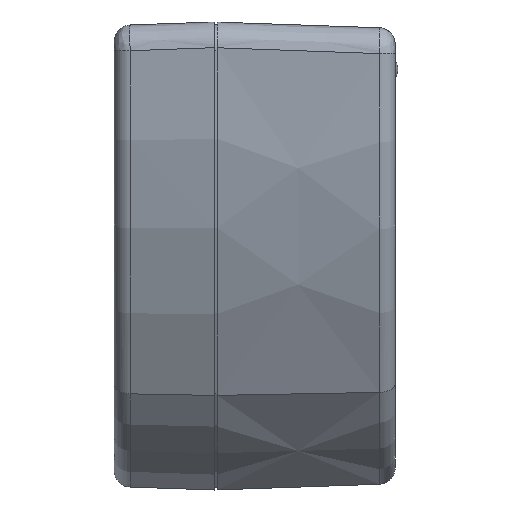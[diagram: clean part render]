
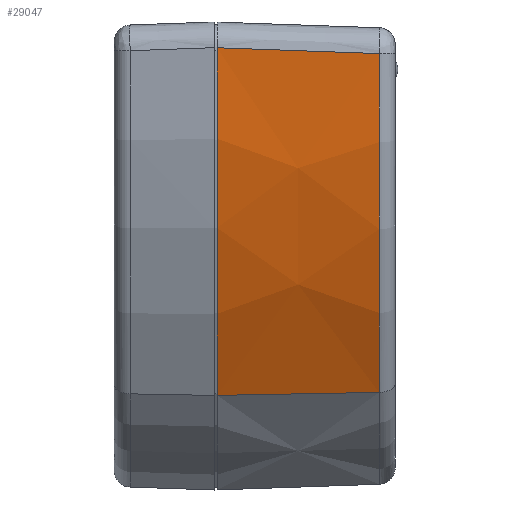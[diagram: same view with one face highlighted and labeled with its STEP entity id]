
A CAD part, left-side view. The second image highlights one B-rep face of the part: STEP entity #29047.
In plain terms, the highlighted conical face has half-angle 2 degrees and reference radius 66.932 mm.
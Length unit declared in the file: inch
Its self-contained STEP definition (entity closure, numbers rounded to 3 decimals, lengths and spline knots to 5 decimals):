
#3375 = EDGE_CURVE ( 'NONE', #29076, #12144, #6325, .T. ) ;
#6320 = CARTESIAN_POINT ( 'NONE',  ( -1.02677, -0.47324, -0.10975 ) ) ;
#6321 = CARTESIAN_POINT ( 'NONE',  ( -1.02529, -0.51386, -0.11122 ) ) ;
#6322 = CARTESIAN_POINT ( 'NONE',  ( -1.02382, -0.55447, -0.1127 ) ) ;
#6323 = CARTESIAN_POINT ( 'NONE',  ( -1.02234, -0.59509, -0.11417 ) ) ;
#6325 = B_SPLINE_CURVE_WITH_KNOTS ( 'NONE', 3,
 ( #6323, #6322, #6321, #6320, #6374, #6373, #6372 ),
 .UNSPECIFIED., .F., .F.,
 ( 4, 3, 4 ),
 ( 0.00147, 0.00457, 0.01635 ),
 .UNSPECIFIED. ) ;
#6372 = CARTESIAN_POINT ( 'NONE',  ( -1.04351, -0.01, -0.09298 ) ) ;
#6373 = CARTESIAN_POINT ( 'NONE',  ( -1.03795, -0.16441, -0.09857 ) ) ;
#6374 = CARTESIAN_POINT ( 'NONE',  ( -1.03237, -0.31882, -0.10416 ) ) ;
#10964 = CIRCLE ( 'NONE', #11002, 2.63476 ) ;
#10977 = DIRECTION ( 'NONE',  ( 0., 0., 1. ) ) ;
#10978 = DIRECTION ( 'NONE',  ( 0., -1., 0. ) ) ;
#10992 = CARTESIAN_POINT ( 'NONE',  ( 1.59008, -0.01, -0.01417 ) ) ;
#11002 = AXIS2_PLACEMENT_3D ( 'NONE', #10992, #10978, #10977 ) ;
#11834 = EDGE_CURVE ( 'NONE', #12144, #12057, #10964, .T. ) ;
#12057 = VERTEX_POINT ( 'NONE', #20279 ) ;
#12144 = VERTEX_POINT ( 'NONE', #20382 ) ;
#20279 = CARTESIAN_POINT ( 'NONE',  ( -0.68196, -0.01, -1.34827 ) ) ;
#20382 = CARTESIAN_POINT ( 'NONE',  ( -1.04351, -0.01, -0.09298 ) ) ;
#28567 = ORIENTED_EDGE ( 'NONE', *, *, #3375, .T. ) ;
#29010 = ORIENTED_EDGE ( 'NONE', *, *, #29055, .T. ) ;
#29047 = ADVANCED_FACE ( 'NONE', ( #32671 ), #32670, .T. ) ;
#29055 = EDGE_CURVE ( 'NONE', #29067, #29076, #32668, .T. ) ;
#29067 = VERTEX_POINT ( 'NONE', #32765 ) ;
#29071 = ORIENTED_EDGE ( 'NONE', *, *, #29078, .F. ) ;
#29074 = EDGE_LOOP ( 'NONE', ( #29071, #29010, #28567, #29256 ) ) ;
#29076 = VERTEX_POINT ( 'NONE', #32749 ) ;
#29078 = EDGE_CURVE ( 'NONE', #29067, #12057, #32800, .T. ) ;
#29256 = ORIENTED_EDGE ( 'NONE', *, *, #11834, .T. ) ;
#32619 = AXIS2_PLACEMENT_3D ( 'NONE', #32626, #32672, #32662 ) ;
#32626 = CARTESIAN_POINT ( 'NONE',  ( 1.59008, 0., -0.01417 ) ) ;
#32662 = DIRECTION ( 'NONE',  ( 0., 0., -1. ) ) ;
#32664 = AXIS2_PLACEMENT_3D ( 'NONE', #32727, #32721, #32720 ) ;
#32668 = CIRCLE ( 'NONE', #32664, 2.61433 ) ;
#32670 = CONICAL_SURFACE ( 'NONE', #32619, 2.63511, 0.035 ) ;
#32671 = FACE_OUTER_BOUND ( 'NONE', #29074, .T. ) ;
#32672 = DIRECTION ( 'NONE',  ( 0., 1., 0. ) ) ;
#32720 = DIRECTION ( 'NONE',  ( 0., 0., 1. ) ) ;
#32721 = DIRECTION ( 'NONE',  ( 0., 1., 0. ) ) ;
#32727 = CARTESIAN_POINT ( 'NONE',  ( 1.59008, -0.59509, -0.01417 ) ) ;
#32749 = CARTESIAN_POINT ( 'NONE',  ( -1.02234, -0.59509, -0.11417 ) ) ;
#32765 = CARTESIAN_POINT ( 'NONE',  ( -0.66462, -0.59509, -1.33745 ) ) ;
#32793 = CARTESIAN_POINT ( 'NONE',  ( -0.68196, -0.01, -1.34827 ) ) ;
#32794 = CARTESIAN_POINT ( 'NONE',  ( -0.67618, -0.20503, -1.34467 ) ) ;
#32795 = CARTESIAN_POINT ( 'NONE',  ( -0.6704, -0.40006, -1.34106 ) ) ;
#32796 = CARTESIAN_POINT ( 'NONE',  ( -0.66462, -0.59509, -1.33745 ) ) ;
#32800 = B_SPLINE_CURVE_WITH_KNOTS ( 'NONE', 3,
 ( #32796, #32795, #32794, #32793 ),
 .UNSPECIFIED., .F., .F.,
 ( 4, 4 ),
 ( 0.00147, 0.01634 ),
 .UNSPECIFIED. ) ;
